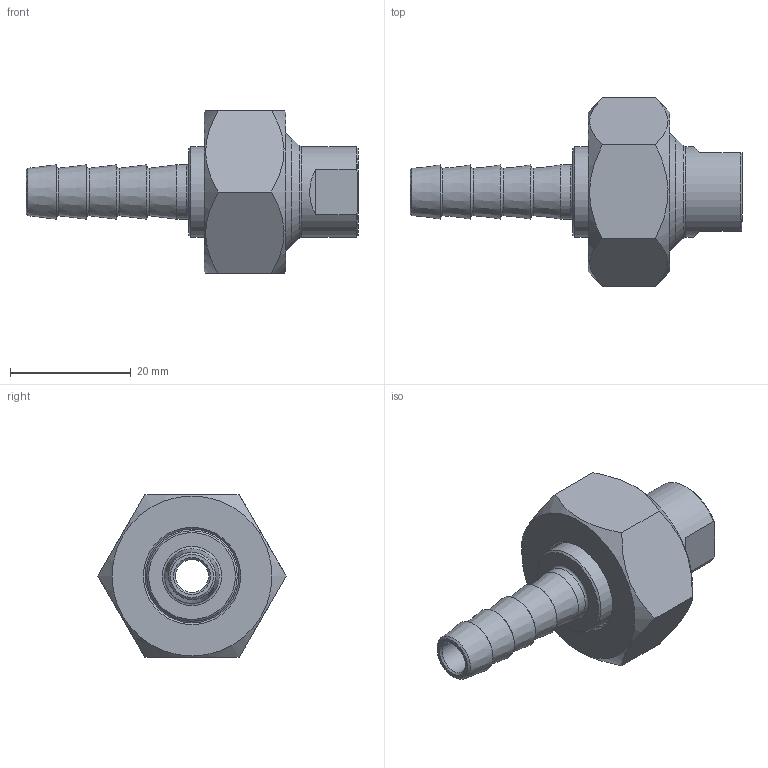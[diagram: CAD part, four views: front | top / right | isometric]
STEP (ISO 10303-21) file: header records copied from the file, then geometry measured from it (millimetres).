
FILE_DESCRIPTION(/* description */ (''),/* implementation_level */ '2;1');
FILE_NAME(/* name */ '3D_R666-SLE-G-9-DN15-DN6_171130782.stp',/* time_stamp */ '2021-07-12T16:53:12+02:00',/* author */ ('cad'),/* organization */ (''),/* preprocessor_version */ 'ST-DEVELOPER v18.1',/* originating_system */ 'Autodesk Inventor 2022',/* authorisation */ '');
FILE_SCHEMA (('AUTOMOTIVE_DESIGN { 1 0 10303 214 3 1 1 }'));
Length unit declared in the file: millimetre
Products named in the file (4): 3D_R666-SLE-G-9-DN15-DN6_171130782; 3D_R666-M-DN15_17113910; 3D_R666-G-DN6-DN15_17113500; 3D_R666-SLE-9-DN15_17113435
Assembly tree (3 placements, depth 2):
  3D_R666-SLE-G-9-DN15-DN6_171130782
    3D_R666-M-DN15_17113910
    3D_R666-G-DN6-DN15_17113500
    3D_R666-SLE-9-DN15_17113435
Bounding box: 55 x 31.18 x 27 mm (x, y, z)
Volume: 10391 mm3; surface area: 6805.3 mm2
Topology: 3 solids, 3 shells, 63 faces, 143 edges, 93 vertices
Faces by surface type: cone 23, plane 23, cylinder 9, torus 8
Full cylindrical faces by diameter (mm): 5.5 x1, 8.566 x1, 9 x1, 15 x2, 15.5 x1, 18 x1, 18.631 x1, 20.9 x1
Entity records: 1943 total; most frequent: DIRECTION 350, CARTESIAN_POINT 338, ORIENTED_EDGE 286, AXIS2_PLACEMENT_3D 153, EDGE_CURVE 143, VERTEX_POINT 93, CIRCLE 81, EDGE_LOOP 76
